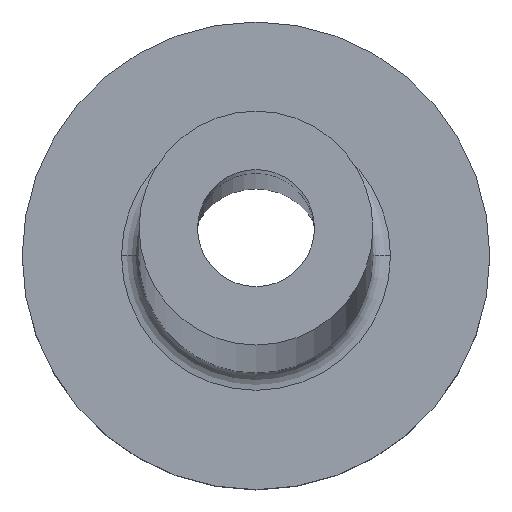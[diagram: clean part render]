
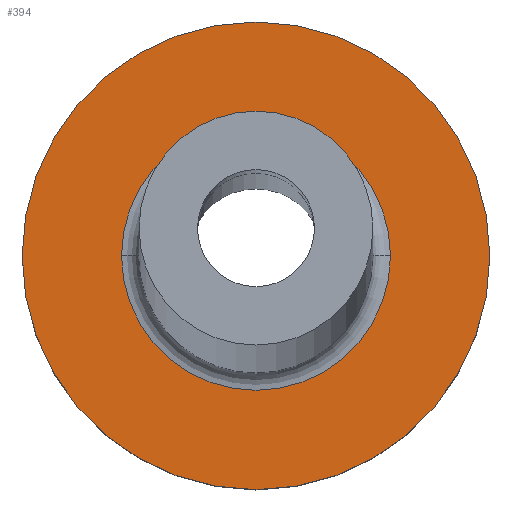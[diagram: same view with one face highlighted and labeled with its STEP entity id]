
A CAD part, top view. The second image highlights one B-rep face of the part: STEP entity #394.
In plain terms, the highlighted planar face has unit normal (0, 0, 1).
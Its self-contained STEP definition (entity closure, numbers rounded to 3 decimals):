
#1 = AXIS2_PLACEMENT_3D ( 'NONE', #453, #115, #113 ) ;
#2 = EDGE_LOOP ( 'NONE', ( #135, #3 ) ) ;
#3 = ORIENTED_EDGE ( 'NONE', *, *, #459, .T. ) ;
#14 = DIRECTION ( 'NONE',  ( 1., 0., 0. ) ) ;
#31 = CARTESIAN_POINT ( 'NONE',  ( 2.3, 0., 3. ) ) ;
#46 = CARTESIAN_POINT ( 'NONE',  ( 0., 0., 3. ) ) ;
#65 = DIRECTION ( 'NONE',  ( 1., 0., 0. ) ) ;
#67 = CIRCLE ( 'NONE', #145, 2.3 ) ;
#84 = DIRECTION ( 'NONE',  ( 1., 0., 0. ) ) ;
#113 = DIRECTION ( 'NONE',  ( 1., 0., 0. ) ) ;
#115 = DIRECTION ( 'NONE',  ( 0., 0., 1. ) ) ;
#117 = VERTEX_POINT ( 'NONE', #139 ) ;
#118 = CARTESIAN_POINT ( 'NONE',  ( 0., 0., 3. ) ) ;
#135 = ORIENTED_EDGE ( 'NONE', *, *, #344, .T. ) ;
#136 = PLANE ( 'NONE',  #427 ) ;
#139 = CARTESIAN_POINT ( 'NONE',  ( -4., 0., 3. ) ) ;
#145 = AXIS2_PLACEMENT_3D ( 'NONE', #167, #230, #84 ) ;
#166 = CIRCLE ( 'NONE', #1, 4. ) ;
#167 = CARTESIAN_POINT ( 'NONE',  ( 0., 0., 3. ) ) ;
#191 = DIRECTION ( 'NONE',  ( 0., 0., -1. ) ) ;
#215 = CARTESIAN_POINT ( 'NONE',  ( 4., 0., 3. ) ) ;
#225 = CIRCLE ( 'NONE', #388, 2.3 ) ;
#230 = DIRECTION ( 'NONE',  ( 0., 0., -1. ) ) ;
#240 = DIRECTION ( 'NONE',  ( 0., 0., 1. ) ) ;
#248 = ORIENTED_EDGE ( 'NONE', *, *, #257, .T. ) ;
#255 = DIRECTION ( 'NONE',  ( 1., 0., 0. ) ) ;
#257 = EDGE_CURVE ( 'NONE', #458, #422, #67, .T. ) ;
#293 = CIRCLE ( 'NONE', #322, 4. ) ;
#298 = DIRECTION ( 'NONE',  ( 0., 0., 1. ) ) ;
#312 = FACE_OUTER_BOUND ( 'NONE', #2, .T. ) ;
#315 = EDGE_LOOP ( 'NONE', ( #248, #348 ) ) ;
#317 = VERTEX_POINT ( 'NONE', #215 ) ;
#321 = CARTESIAN_POINT ( 'NONE',  ( -2.3, 0., 3. ) ) ;
#322 = AXIS2_PLACEMENT_3D ( 'NONE', #118, #298, #14 ) ;
#324 = EDGE_CURVE ( 'NONE', #422, #458, #225, .T. ) ;
#344 = EDGE_CURVE ( 'NONE', #117, #317, #293, .T. ) ;
#348 = ORIENTED_EDGE ( 'NONE', *, *, #324, .T. ) ;
#388 = AXIS2_PLACEMENT_3D ( 'NONE', #46, #191, #255 ) ;
#394 = ADVANCED_FACE ( 'NONE', ( #449, #312 ), #136, .T. ) ;
#413 = CARTESIAN_POINT ( 'NONE',  ( 0., 0., 3. ) ) ;
#422 = VERTEX_POINT ( 'NONE', #321 ) ;
#427 = AXIS2_PLACEMENT_3D ( 'NONE', #413, #240, #65 ) ;
#449 = FACE_BOUND ( 'NONE', #315, .T. ) ;
#453 = CARTESIAN_POINT ( 'NONE',  ( 0., 0., 3. ) ) ;
#458 = VERTEX_POINT ( 'NONE', #31 ) ;
#459 = EDGE_CURVE ( 'NONE', #317, #117, #166, .T. ) ;
